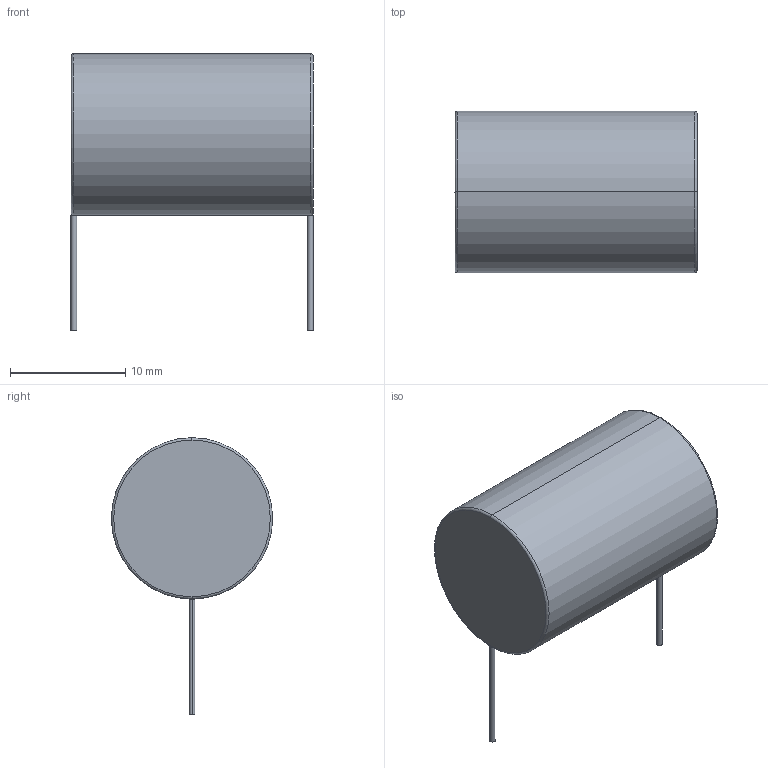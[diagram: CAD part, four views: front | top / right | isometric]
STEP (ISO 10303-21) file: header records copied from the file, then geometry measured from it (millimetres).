
FILE_DESCRIPTION (( 'STEP AP214' ), '1' );
FILE_NAME ('capacitor-Vishay-OrangeDrop-14x21mm.STEP', '2014-03-24T23:53:42', ( 'Edu' ), ( '' ), 'SwSTEP 2.0', 'SolidWorks 2013', '' );
FILE_SCHEMA (( 'AUTOMOTIVE_DESIGN' ));
Length unit declared in the file: millimetre
Products named in the file (1): capacitor-Vishay-OrangeDrop-14x21mm
Bounding box: 21.01 x 14 x 24 mm (x, y, z)
Volume: 3235.9 mm3; surface area: 1256.1 mm2
Topology: 3 solids, 3 shells, 16 faces, 26 edges, 16 vertices
Faces by surface type: cylinder 6, plane 6, torus 4
Entity records: 606 total; most frequent: DIRECTION 80, CARTESIAN_POINT 59, ORIENTED_EDGE 52, AXIS2_PLACEMENT_3D 37, EDGE_CURVE 26, UNCERTAINTY_MEASURE_WITH_UNIT 21, FILL_AREA_STYLE 20, STYLED_ITEM 20
